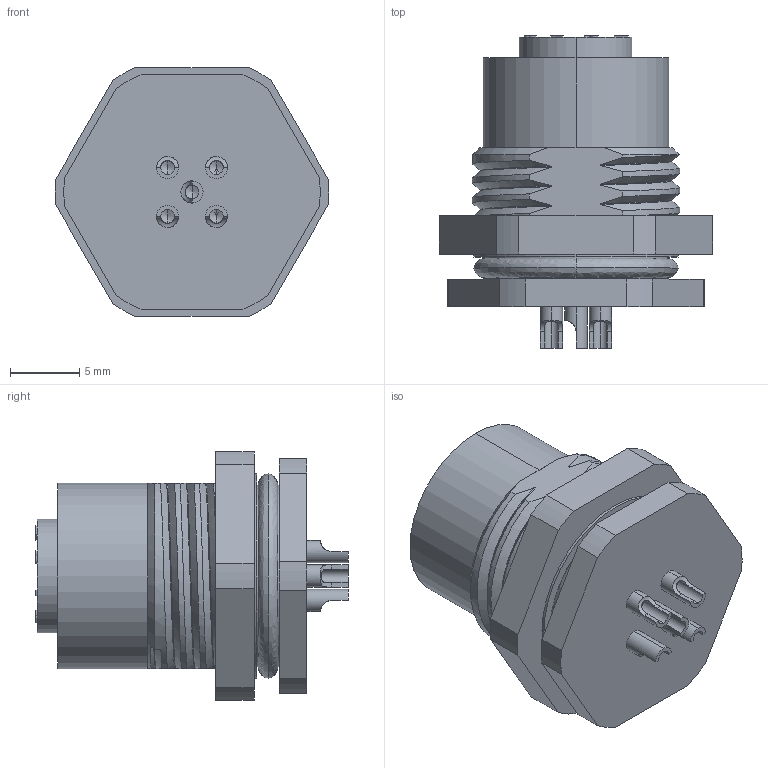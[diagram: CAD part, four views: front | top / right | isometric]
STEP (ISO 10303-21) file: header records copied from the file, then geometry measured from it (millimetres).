
FILE_DESCRIPTION (( 'STEP AP203' ), '1' );
FILE_NAME ('P182.STEP', '2020-03-31T05:45:50', ( 'edpusr' ), ( 'Microsoft' ), 'SwSTEP 2.0', 'SolidWorks 2015', '' );
FILE_SCHEMA (( 'CONFIG_CONTROL_DESIGN' ));
Length unit declared in the file: millimetre
Products named in the file (1): P182
Bounding box: 19.79 x 22.6 x 18 mm (x, y, z)
Volume: 2867 mm3; surface area: 2812.3 mm2
Topology: 2 solids, 2 shells, 264 faces, 694 edges, 445 vertices
Faces by surface type: plane 109, cylinder 82, bspline 51, cone 22
Entity records: 13544 total; most frequent: CARTESIAN_POINT 7338, ORIENTED_EDGE 1368, DIRECTION 1145, EDGE_CURVE 684, VERTEX_POINT 445, LINE 387, VECTOR 387, AXIS2_PLACEMENT_3D 379
